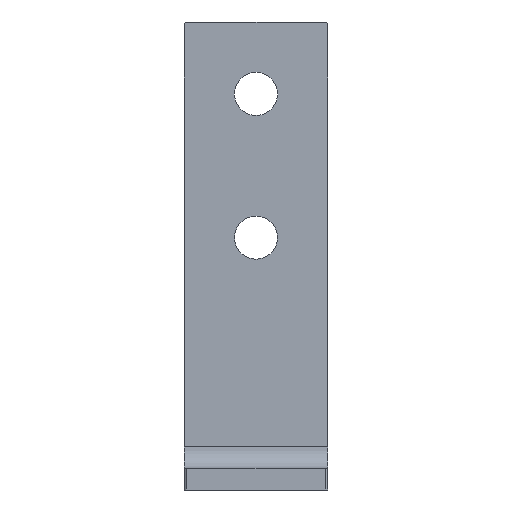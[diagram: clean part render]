
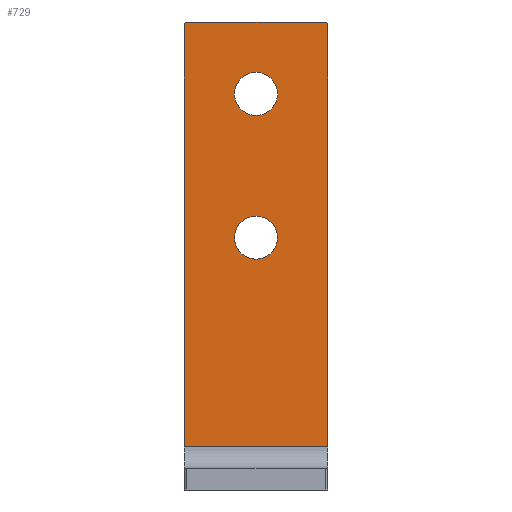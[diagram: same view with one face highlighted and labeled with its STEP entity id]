
A CAD part, front view. The second image highlights one B-rep face of the part: STEP entity #729.
In plain terms, the highlighted planar face has unit normal (0, -1, 0).
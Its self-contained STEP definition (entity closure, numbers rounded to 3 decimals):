
#84=CARTESIAN_POINT('',(10.,-0.196,2.25));
#85=VERTEX_POINT('',#84);
#134=CARTESIAN_POINT('',(0.,-0.196,2.25));
#135=VERTEX_POINT('',#134);
#187=CARTESIAN_POINT('',(0.0,-0.196,2.25));
#188=DIRECTION('',(1.0,0.0,0.0));
#189=VECTOR('',#188,10.);
#190=LINE('',#187,#189);
#191=EDGE_CURVE('',#135,#85,#190,.T.);
#500=CARTESIAN_POINT('',(6.5,-0.196,16.804));
#501=VERTEX_POINT('',#500);
#502=CARTESIAN_POINT('',(5.,-0.196,16.804));
#503=DIRECTION('',(0.0,1.0,0.0));
#504=DIRECTION('',(-1.0,0.0,0.0));
#505=AXIS2_PLACEMENT_3D('',#502,#503,#504);
#506=CIRCLE('',#505,1.5);
#507=EDGE_CURVE('',#501,#501,#506,.T.);
#528=CARTESIAN_POINT('',(6.5,-0.196,26.804));
#529=VERTEX_POINT('',#528);
#530=CARTESIAN_POINT('',(5.,-0.196,26.804));
#531=DIRECTION('',(0.0,1.0,0.0));
#532=DIRECTION('',(-1.0,0.0,0.0));
#533=AXIS2_PLACEMENT_3D('',#530,#531,#532);
#534=CIRCLE('',#533,1.5);
#535=EDGE_CURVE('',#529,#529,#534,.T.);
#546=CARTESIAN_POINT('',(0.,-0.196,31.604));
#547=VERTEX_POINT('',#546);
#548=CARTESIAN_POINT('',(0.,-0.196,2.25));
#549=DIRECTION('',(0.0,0.0,1.0));
#550=VECTOR('',#549,29.354);
#551=LINE('',#548,#550);
#552=EDGE_CURVE('',#135,#547,#551,.T.);
#576=CARTESIAN_POINT('',(0.2,-0.196,31.804));
#577=VERTEX_POINT('',#576);
#578=CARTESIAN_POINT('',(0.2,-0.196,31.604));
#579=DIRECTION('',(0.,1.,0.));
#580=DIRECTION('',(-0.707,0.,0.707));
#581=AXIS2_PLACEMENT_3D('',#578,#579,#580);
#582=CIRCLE('',#581,0.2);
#583=EDGE_CURVE('',#547,#577,#582,.T.);
#611=CARTESIAN_POINT('',(9.8,-0.196,31.804));
#612=VERTEX_POINT('',#611);
#626=CARTESIAN_POINT('',(0.2,-0.196,31.804));
#627=DIRECTION('',(1.0,0.0,0.0));
#628=VECTOR('',#627,9.6);
#629=LINE('',#626,#628);
#630=EDGE_CURVE('',#577,#612,#629,.T.);
#640=CARTESIAN_POINT('',(10.,-0.196,31.604));
#641=VERTEX_POINT('',#640);
#642=CARTESIAN_POINT('',(9.8,-0.196,31.604));
#643=DIRECTION('',(0.,1.0,0.));
#644=DIRECTION('',(0.707,0.,0.707));
#645=AXIS2_PLACEMENT_3D('',#642,#643,#644);
#646=CIRCLE('',#645,0.2);
#647=EDGE_CURVE('',#612,#641,#646,.T.);
#701=CARTESIAN_POINT('',(10.,-0.196,2.25));
#702=DIRECTION('',(0.0,0.0,1.0));
#703=VECTOR('',#702,29.354);
#704=LINE('',#701,#703);
#705=EDGE_CURVE('',#85,#641,#704,.T.);
#710=CARTESIAN_POINT('',(5.,-0.196,15.909));
#711=DIRECTION('',(0.0,-1.0,0.0));
#712=DIRECTION('',(1.0,0.0,0.0));
#713=AXIS2_PLACEMENT_3D('',#710,#711,#712);
#714=PLANE('',#713);
#715=ORIENTED_EDGE('',*,*,#191,.T.);
#716=ORIENTED_EDGE('',*,*,#705,.T.);
#717=ORIENTED_EDGE('',*,*,#647,.F.);
#718=ORIENTED_EDGE('',*,*,#630,.F.);
#719=ORIENTED_EDGE('',*,*,#583,.F.);
#720=ORIENTED_EDGE('',*,*,#552,.F.);
#721=EDGE_LOOP('',(#715,#716,#717,#718,#719,#720));
#722=FACE_OUTER_BOUND('',#721,.T.);
#723=ORIENTED_EDGE('',*,*,#535,.T.);
#724=EDGE_LOOP('',(#723));
#725=FACE_BOUND('',#724,.T.);
#726=ORIENTED_EDGE('',*,*,#507,.T.);
#727=EDGE_LOOP('',(#726));
#728=FACE_BOUND('',#727,.T.);
#729=ADVANCED_FACE('',(#722,#725,#728),#714,.T.);
